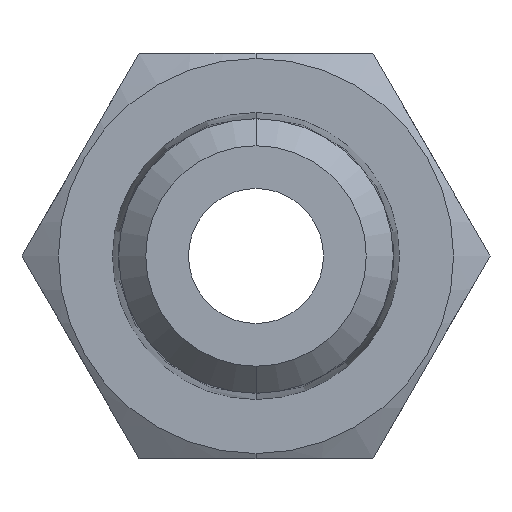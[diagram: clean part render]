
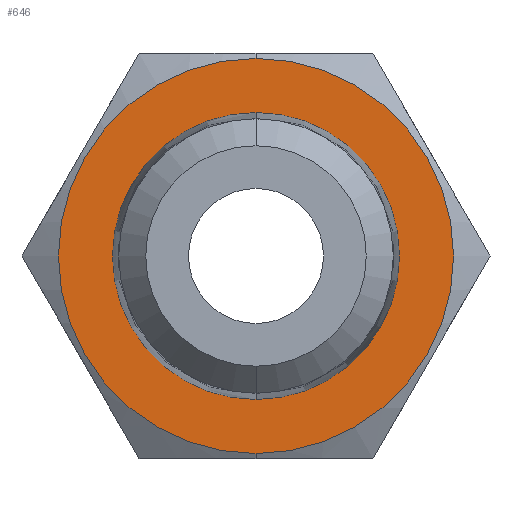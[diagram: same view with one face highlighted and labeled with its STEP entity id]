
A CAD part, front view. The second image highlights one B-rep face of the part: STEP entity #646.
In plain terms, the highlighted planar face has unit normal (0, -1, 0).
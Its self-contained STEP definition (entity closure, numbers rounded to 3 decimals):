
#102 = CIRCLE ( 'NONE', #540, 4.249 ) ;
#178 = CIRCLE ( 'NONE', #535, 5.85 ) ;
#197 = CIRCLE ( 'NONE', #532, 4.249 ) ;
#207 = FACE_BOUND ( 'NONE', #730, .T. ) ;
#209 = FACE_OUTER_BOUND ( 'NONE', #717, .T. ) ;
#240 = CIRCLE ( 'NONE', #1012, 5.85 ) ;
#248 = CARTESIAN_POINT ( 'NONE',  ( 0., 8., 0. ) ) ;
#249 = DIRECTION ( 'NONE',  ( 0., -1., 0. ) ) ;
#250 = DIRECTION ( 'NONE',  ( 0., 0., 1. ) ) ;
#281 = CARTESIAN_POINT ( 'NONE',  ( 0., 8., 0. ) ) ;
#282 = DIRECTION ( 'NONE',  ( 0., -1., 0. ) ) ;
#283 = DIRECTION ( 'NONE',  ( 0., 0., -1. ) ) ;
#480 = EDGE_CURVE ( 'NONE', #991, #988, #240, .T. ) ;
#532 = AXIS2_PLACEMENT_3D ( 'NONE', #833, #834, #835 ) ;
#535 = AXIS2_PLACEMENT_3D ( 'NONE', #248, #249, #250 ) ;
#540 = AXIS2_PLACEMENT_3D ( 'NONE', #281, #282, #283 ) ;
#639 = ORIENTED_EDGE ( 'NONE', *, *, #1529, .T. ) ;
#646 = ADVANCED_FACE ( 'NONE', ( #209, #207 ), #1403, .F. ) ;
#654 = ORIENTED_EDGE ( 'NONE', *, *, #480, .T. ) ;
#701 = ORIENTED_EDGE ( 'NONE', *, *, #1262, .F. ) ;
#715 = ORIENTED_EDGE ( 'NONE', *, *, #1641, .F. ) ;
#717 = EDGE_LOOP ( 'NONE', ( #639, #654 ) ) ;
#730 = EDGE_LOOP ( 'NONE', ( #715, #701 ) ) ;
#833 = CARTESIAN_POINT ( 'NONE',  ( 0., 8., 0. ) ) ;
#834 = DIRECTION ( 'NONE',  ( 0., -1., 0. ) ) ;
#835 = DIRECTION ( 'NONE',  ( 0., 0., -1. ) ) ;
#968 = VERTEX_POINT ( 'NONE', #1582 ) ;
#988 = VERTEX_POINT ( 'NONE', #1602 ) ;
#989 = VERTEX_POINT ( 'NONE', #1603 ) ;
#991 = VERTEX_POINT ( 'NONE', #1605 ) ;
#1012 = AXIS2_PLACEMENT_3D ( 'NONE', #1299, #1300, #1301 ) ;
#1262 = EDGE_CURVE ( 'NONE', #989, #968, #197, .T. ) ;
#1299 = CARTESIAN_POINT ( 'NONE',  ( 0., 8., 0. ) ) ;
#1300 = DIRECTION ( 'NONE',  ( 0., -1., 0. ) ) ;
#1301 = DIRECTION ( 'NONE',  ( 0., 0., 1. ) ) ;
#1403 = PLANE ( 'NONE',  #1492 ) ;
#1404 = CARTESIAN_POINT ( 'NONE',  ( 4.249, 8., 0. ) ) ;
#1405 = DIRECTION ( 'NONE',  ( 0., 1., 0. ) ) ;
#1406 = DIRECTION ( 'NONE',  ( 0., 0., 1. ) ) ;
#1492 = AXIS2_PLACEMENT_3D ( 'NONE', #1404, #1405, #1406 ) ;
#1529 = EDGE_CURVE ( 'NONE', #988, #991, #178, .T. ) ;
#1582 = CARTESIAN_POINT ( 'NONE',  ( 0., 8., 4.249 ) ) ;
#1602 = CARTESIAN_POINT ( 'NONE',  ( 0., 8., 5.85 ) ) ;
#1603 = CARTESIAN_POINT ( 'NONE',  ( 0., 8., -4.249 ) ) ;
#1605 = CARTESIAN_POINT ( 'NONE',  ( 0., 8., -5.85 ) ) ;
#1641 = EDGE_CURVE ( 'NONE', #968, #989, #102, .T. ) ;
